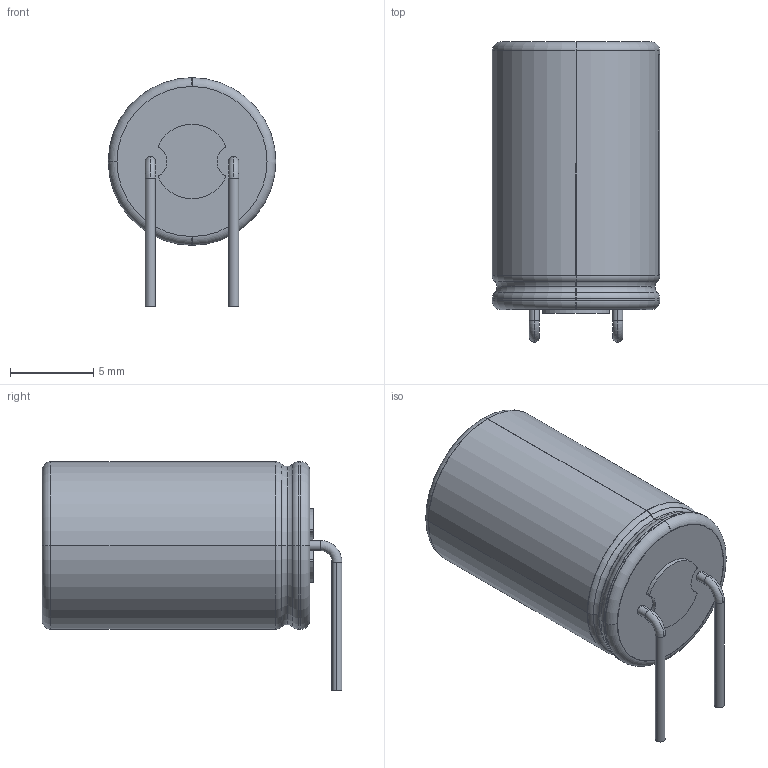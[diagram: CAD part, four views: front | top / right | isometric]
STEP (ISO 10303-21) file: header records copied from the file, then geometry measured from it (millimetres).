
FILE_DESCRIPTION (( 'STEP AP214' ), '1' );
FILE_NAME ('C098F9E1-3C7F-4048-B853-E8CA4F7F3FB4.STEP', '2008-11-27T14:34:38', ( 'SysAdmin' ), ( 'SolidWorks' ), 'SwSTEP 2.0', 'SolidWorks 2009', '' );
FILE_SCHEMA (( 'AUTOMOTIVE_DESIGN' ));
Length unit declared in the file: millimetre
Products named in the file (1): C098F9E1-3C7F-4048-B853-E8CA4F7F3FB4
Bounding box: 10.05 x 17.99 x 13.71 mm (x, y, z)
Surface area: 1478.5 mm2 (no closed solid volume)
Topology: 0 solids, 4 shells, 112 faces, 295 edges, 203 vertices
Faces by surface type: cylinder 66, torus 40, plane 6
Entity records: 4796 total; most frequent: CARTESIAN_POINT 683, DIRECTION 673, ORIENTED_EDGE 536, EDGE_CURVE 295, AXIS2_PLACEMENT_3D 289, VERTEX_POINT 203, CIRCLE 176, EDGE_LOOP 127
